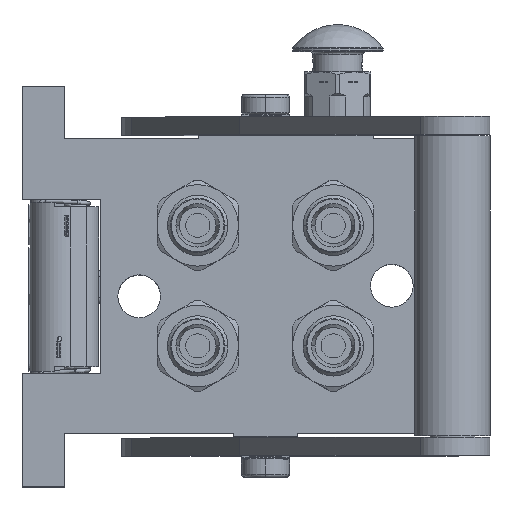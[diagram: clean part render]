
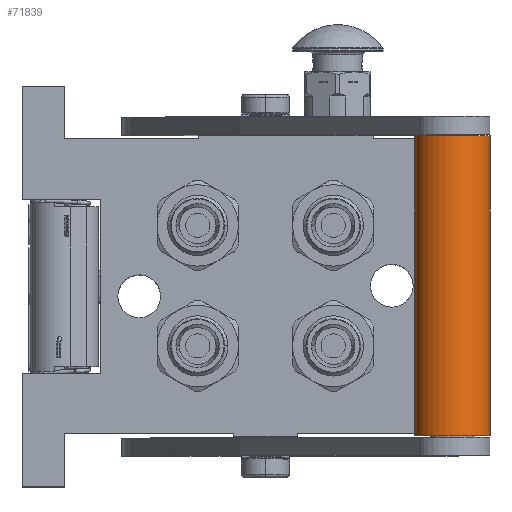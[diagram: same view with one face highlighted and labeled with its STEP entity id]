
A CAD part, top view. The second image highlights one B-rep face of the part: STEP entity #71839.
In plain terms, the highlighted cylindrical face has radius 12.5 mm (diameter 25 mm), a partial arc.
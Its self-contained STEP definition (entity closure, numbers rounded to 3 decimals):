
#2122 = CIRCLE ( 'NONE', #112886, 12.5 ) ;
#2410 = EDGE_CURVE ( 'NONE', #110904, #116976, #21420, .T. ) ;
#2608 = CARTESIAN_POINT ( 'NONE',  ( 104., 0., 12.5 ) ) ;
#5207 = ORIENTED_EDGE ( 'NONE', *, *, #28004, .F. ) ;
#21420 = LINE ( 'NONE', #43360, #41395 ) ;
#21468 = CARTESIAN_POINT ( 'NONE',  ( -5.425, 0., 0. ) ) ;
#22052 = EDGE_LOOP ( 'NONE', ( #85144, #54763, #5207, #64945 ) ) ;
#26343 = CARTESIAN_POINT ( 'NONE',  ( 104., 0., 0. ) ) ;
#27973 = AXIS2_PLACEMENT_3D ( 'NONE', #21468, #30230, #94618 ) ;
#28004 = EDGE_CURVE ( 'NONE', #44136, #116976, #96300, .T. ) ;
#30230 = DIRECTION ( 'NONE',  ( -1., 0., 0. ) ) ;
#30382 = DIRECTION ( 'NONE',  ( 0., 0., -1. ) ) ;
#34247 = AXIS2_PLACEMENT_3D ( 'NONE', #46615, #37509, #30382 ) ;
#35492 = DIRECTION ( 'NONE',  ( 0., 0., -1. ) ) ;
#35842 = EDGE_CURVE ( 'NONE', #72147, #44136, #79003, .T. ) ;
#37509 = DIRECTION ( 'NONE',  ( -1., 0., 0. ) ) ;
#37743 = VECTOR ( 'NONE', #68402, 1000. ) ;
#39632 = CARTESIAN_POINT ( 'NONE',  ( 4.5, 0., 12.5 ) ) ;
#41395 = VECTOR ( 'NONE', #88212, 1000. ) ;
#43360 = CARTESIAN_POINT ( 'NONE',  ( 104., 0., 12.5 ) ) ;
#44136 = VERTEX_POINT ( 'NONE', #62371 ) ;
#46615 = CARTESIAN_POINT ( 'NONE',  ( 4.5, 0., 0. ) ) ;
#52290 = CARTESIAN_POINT ( 'NONE',  ( 104., 0., -12.5 ) ) ;
#54763 = ORIENTED_EDGE ( 'NONE', *, *, #2410, .T. ) ;
#62371 = CARTESIAN_POINT ( 'NONE',  ( 4.5, 0., -12.5 ) ) ;
#64945 = ORIENTED_EDGE ( 'NONE', *, *, #35842, .F. ) ;
#68402 = DIRECTION ( 'NONE',  ( -1., 0., 0. ) ) ;
#71839 = ADVANCED_FACE ( 'NONE', ( #103556 ), #79362, .T. ) ;
#72147 = VERTEX_POINT ( 'NONE', #52290 ) ;
#79003 = LINE ( 'NONE', #104635, #37743 ) ;
#79362 = CYLINDRICAL_SURFACE ( 'NONE', #27973, 12.5 ) ;
#85144 = ORIENTED_EDGE ( 'NONE', *, *, #113380, .T. ) ;
#88212 = DIRECTION ( 'NONE',  ( -1., 0., 0. ) ) ;
#94618 = DIRECTION ( 'NONE',  ( 0., 0., 1. ) ) ;
#96300 = CIRCLE ( 'NONE', #34247, 12.5 ) ;
#98720 = DIRECTION ( 'NONE',  ( -1., 0., 0. ) ) ;
#103556 = FACE_OUTER_BOUND ( 'NONE', #22052, .T. ) ;
#104635 = CARTESIAN_POINT ( 'NONE',  ( 104., 0., -12.5 ) ) ;
#110904 = VERTEX_POINT ( 'NONE', #2608 ) ;
#112886 = AXIS2_PLACEMENT_3D ( 'NONE', #26343, #98720, #35492 ) ;
#113380 = EDGE_CURVE ( 'NONE', #72147, #110904, #2122, .T. ) ;
#116976 = VERTEX_POINT ( 'NONE', #39632 ) ;
